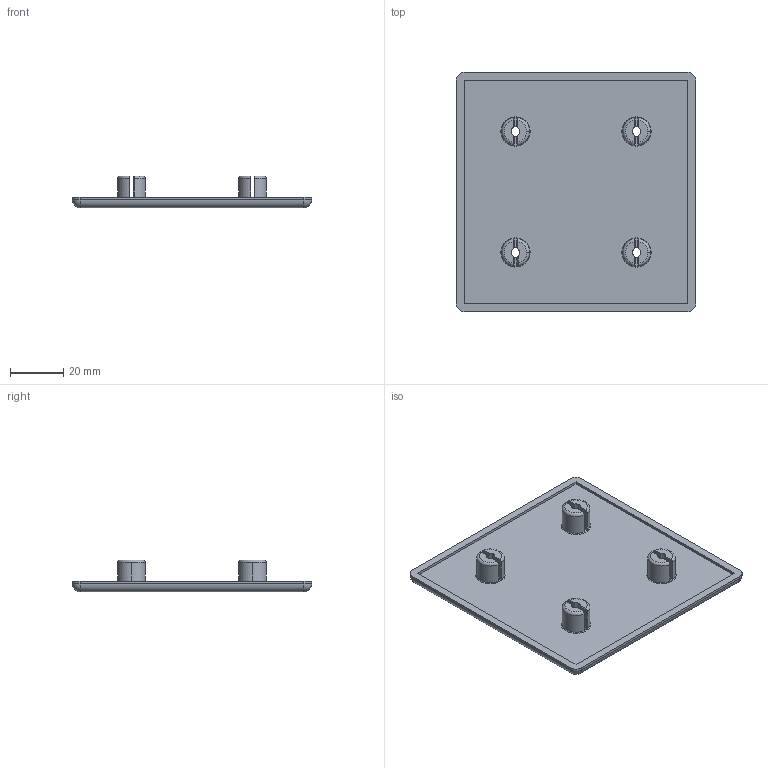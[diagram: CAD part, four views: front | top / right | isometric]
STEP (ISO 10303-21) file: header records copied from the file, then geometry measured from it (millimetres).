
FILE_DESCRIPTION (( 'STEP AP214' ), '1' );
FILE_NAME ('091074.STEP', '2014-08-22T05:46:54', ( '' ), ( '' ), 'SwSTEP 2.0', 'SolidWorks 2014', '' );
FILE_SCHEMA (( 'AUTOMOTIVE_DESIGN' ));
Length unit declared in the file: millimetre
Products named in the file (1): 091074
Bounding box: 90 x 90 x 12 mm (x, y, z)
Volume: 26497.2 mm3; surface area: 19344.3 mm2
Topology: 1 solids, 1 shells, 131 faces, 329 edges, 197 vertices
Faces by surface type: cylinder 46, plane 35, torus 25, cone 20, sphere 4, bspline 1
Entity records: 4197 total; most frequent: CARTESIAN_POINT 1070, DIRECTION 660, ORIENTED_EDGE 650, EDGE_CURVE 325, AXIS2_PLACEMENT_3D 269, VERTEX_POINT 197, EDGE_LOOP 140, CIRCLE 138
